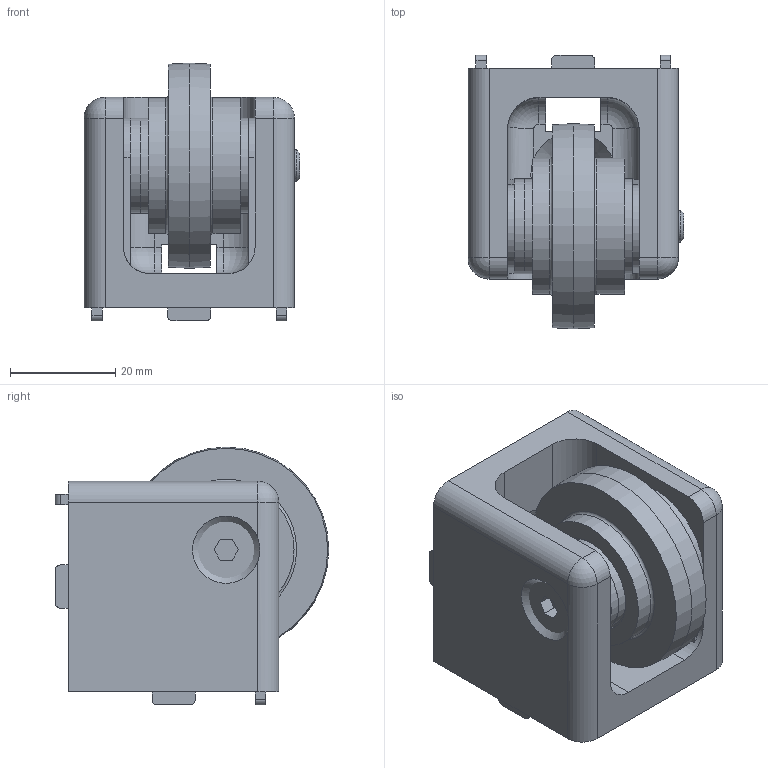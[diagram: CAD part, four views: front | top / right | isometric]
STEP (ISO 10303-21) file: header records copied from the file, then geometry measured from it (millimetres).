
FILE_DESCRIPTION(/* description */ ('STEP AP214'),/* implementation_level */ '2;1');
FILE_NAME(/* name */ '093095',/* time_stamp */ '2022-08-30T14:40:08+02:00',/* author */ ('License CC BY-ND 4.0'),/* organization */ ('CADENAS'),/* preprocessor_version */ 'ST-DEVELOPER v18.102',/* originating_system */ 'PARTsolutions',/* authorisation */ ' ');
FILE_SCHEMA (('AUTOMOTIVE_DESIGN {1 0 10303 214 3 1 1}'));
Length unit declared in the file: millimetre
Products named in the file (5): 093095; 093095_spacer; 093095_roller; 093095_screw; 093095cs
Assembly tree (6 placements, depth 2):
  093095
    093095_spacer  x3
    093095_roller
    093095_screw
    093095cs
Bounding box: 41.05 x 52 x 49 mm (x, y, z)
Volume: 50254.5 mm3; surface area: 20431.2 mm2
Topology: 6 solids, 6 shells, 136 faces, 331 edges, 213 vertices
Faces by surface type: plane 75, cylinder 46, cone 7, torus 6, sphere 2
Full cylindrical faces by diameter (mm): 5 x2, 6 x2, 6.4 x3, 6.6 x2, 8.35 x1, 8.65 x1, 12 x1, 14.5 x1, 18 x3, 19 x2, 25.8 x2
Entity records: 3797 total; most frequent: CARTESIAN_POINT 648, DIRECTION 647, ORIENTED_EDGE 568, EDGE_CURVE 284, AXIS2_PLACEMENT_3D 235, VERTEX_POINT 199, EDGE_LOOP 181, FACE_BOUND 181
